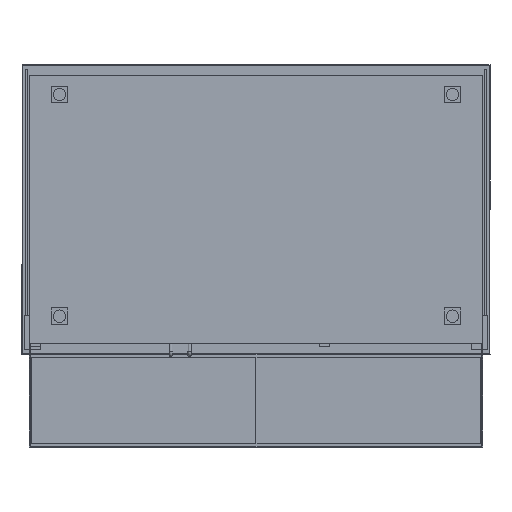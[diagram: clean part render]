
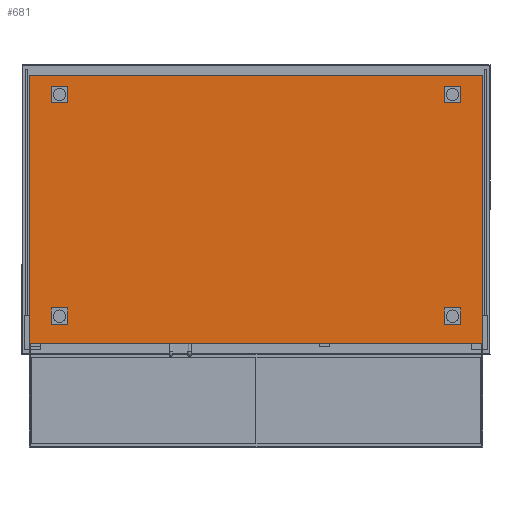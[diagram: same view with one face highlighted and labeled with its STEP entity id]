
A CAD part, front view. The second image highlights one B-rep face of the part: STEP entity #681.
In plain terms, the highlighted planar face has unit normal (0, -1, 0).
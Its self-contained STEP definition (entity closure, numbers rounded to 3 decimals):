
#44 = CARTESIAN_POINT ( 'NONE',  ( -543.5, -498., 321.5 ) ) ;
#600 = ORIENTED_EDGE ( 'NONE', *, *, #10102, .T. ) ;
#605 = ORIENTED_EDGE ( 'NONE', *, *, #12616, .T. ) ;
#681 = ADVANCED_FACE ( 'NONE', ( #6524 ), #9935, .T. ) ;
#1245 = CARTESIAN_POINT ( 'NONE',  ( 543.5, -498., 321.5 ) ) ;
#2082 = AXIS2_PLACEMENT_3D ( 'NONE', #11028, #14495, #12102 ) ;
#2720 = CARTESIAN_POINT ( 'NONE',  ( -543.5, -498., 321.5 ) ) ;
#3387 = VECTOR ( 'NONE', #13571, 1000. ) ;
#3431 = VERTEX_POINT ( 'NONE', #13940 ) ;
#4578 = VECTOR ( 'NONE', #6927, 1000. ) ;
#4941 = ORIENTED_EDGE ( 'NONE', *, *, #8245, .T. ) ;
#5295 = LINE ( 'NONE', #12700, #11567 ) ;
#6524 = FACE_OUTER_BOUND ( 'NONE', #10312, .T. ) ;
#6637 = CARTESIAN_POINT ( 'NONE',  ( 543.5, -498., 321.5 ) ) ;
#6927 = DIRECTION ( 'NONE',  ( 0., 0., 1. ) ) ;
#7283 = ORIENTED_EDGE ( 'NONE', *, *, #12749, .T. ) ;
#7529 = LINE ( 'NONE', #1245, #4578 ) ;
#7932 = CARTESIAN_POINT ( 'NONE',  ( -543.5, -498., 321.5 ) ) ;
#8245 = EDGE_CURVE ( 'NONE', #13381, #9319, #7529, .T. ) ;
#8262 = LINE ( 'NONE', #44, #3387 ) ;
#8929 = CARTESIAN_POINT ( 'NONE',  ( 543.5, -498., -321.5 ) ) ;
#9185 = DIRECTION ( 'NONE',  ( 0., 0., -1. ) ) ;
#9319 = VERTEX_POINT ( 'NONE', #6637 ) ;
#9935 = PLANE ( 'NONE',  #2082 ) ;
#10102 = EDGE_CURVE ( 'NONE', #12282, #3431, #14135, .T. ) ;
#10312 = EDGE_LOOP ( 'NONE', ( #600, #7283, #4941, #605 ) ) ;
#10640 = VECTOR ( 'NONE', #9185, 1000. ) ;
#11028 = CARTESIAN_POINT ( 'NONE',  ( 0., -498., 0. ) ) ;
#11523 = DIRECTION ( 'NONE',  ( 1., 0., 0. ) ) ;
#11567 = VECTOR ( 'NONE', #11523, 1000. ) ;
#12102 = DIRECTION ( 'NONE',  ( 0., 0., -1. ) ) ;
#12282 = VERTEX_POINT ( 'NONE', #2720 ) ;
#12616 = EDGE_CURVE ( 'NONE', #9319, #12282, #8262, .T. ) ;
#12700 = CARTESIAN_POINT ( 'NONE',  ( -543.5, -498., -321.5 ) ) ;
#12749 = EDGE_CURVE ( 'NONE', #3431, #13381, #5295, .T. ) ;
#13381 = VERTEX_POINT ( 'NONE', #8929 ) ;
#13571 = DIRECTION ( 'NONE',  ( -1., 0., 0. ) ) ;
#13940 = CARTESIAN_POINT ( 'NONE',  ( -543.5, -498., -321.5 ) ) ;
#14135 = LINE ( 'NONE', #7932, #10640 ) ;
#14495 = DIRECTION ( 'NONE',  ( 0., -1., 0. ) ) ;
